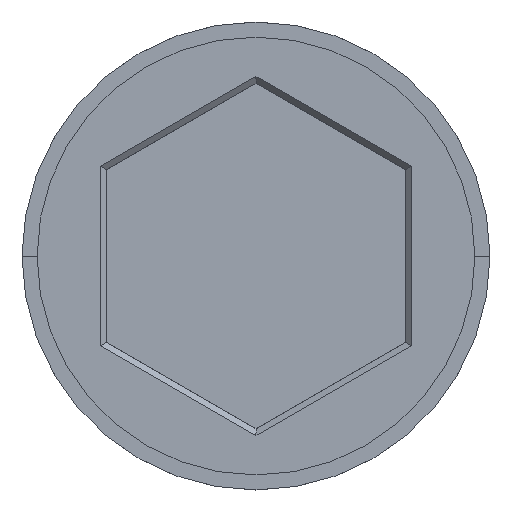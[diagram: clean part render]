
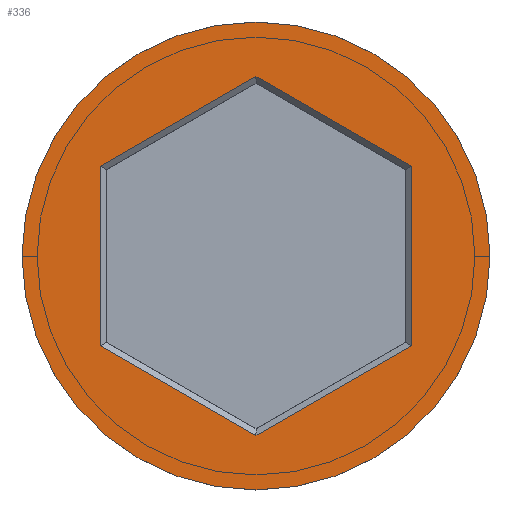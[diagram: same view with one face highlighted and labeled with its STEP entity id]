
A CAD part, top view. The second image highlights one B-rep face of the part: STEP entity #336.
In plain terms, the highlighted planar face has unit normal (0, 0, 1).
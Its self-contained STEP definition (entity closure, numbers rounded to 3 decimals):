
#26 = CARTESIAN_POINT ( 'NONE',  ( -0.1, 5.889, 0. ) ) ;
#28 = VERTEX_POINT ( 'NONE', #569 ) ;
#34 = DIRECTION ( 'NONE',  ( 0.866, 0.5, 0. ) ) ;
#44 = CIRCLE ( 'NONE', #449, 7.75 ) ;
#78 = VERTEX_POINT ( 'NONE', #602 ) ;
#80 = DIRECTION ( 'NONE',  ( 0., 0., 1. ) ) ;
#91 = CARTESIAN_POINT ( 'NONE',  ( -5.15, 2.858, 0. ) ) ;
#92 = VERTEX_POINT ( 'NONE', #167 ) ;
#98 = VECTOR ( 'NONE', #1369, 1000. ) ;
#141 = ORIENTED_EDGE ( 'NONE', *, *, #1334, .T. ) ;
#146 = AXIS2_PLACEMENT_3D ( 'NONE', #1461, #230, #797 ) ;
#167 = CARTESIAN_POINT ( 'NONE',  ( 0., 5.947, 0. ) ) ;
#199 = VECTOR ( 'NONE', #683, 1000. ) ;
#230 = DIRECTION ( 'NONE',  ( 0., 0., 1. ) ) ;
#232 = EDGE_CURVE ( 'NONE', #78, #28, #1214, .T. ) ;
#315 = DIRECTION ( 'NONE',  ( 0., 0., 1. ) ) ;
#332 = VERTEX_POINT ( 'NONE', #337 ) ;
#336 = ADVANCED_FACE ( 'NONE', ( #454, #341 ), #1007, .T. ) ;
#337 = CARTESIAN_POINT ( 'NONE',  ( 5.15, -2.973, 0. ) ) ;
#341 = FACE_OUTER_BOUND ( 'NONE', #540, .T. ) ;
#351 = ORIENTED_EDGE ( 'NONE', *, *, #232, .T. ) ;
#358 = VECTOR ( 'NONE', #871, 1000. ) ;
#360 = EDGE_CURVE ( 'NONE', #501, #1308, #44, .T. ) ;
#374 = VECTOR ( 'NONE', #986, 1000. ) ;
#391 = CARTESIAN_POINT ( 'NONE',  ( -5.05, -3.031, 0. ) ) ;
#393 = EDGE_LOOP ( 'NONE', ( #1237, #351, #749, #1377, #141, #650 ) ) ;
#449 = AXIS2_PLACEMENT_3D ( 'NONE', #543, #315, #770 ) ;
#454 = FACE_BOUND ( 'NONE', #393, .T. ) ;
#469 = EDGE_CURVE ( 'NONE', #28, #92, #818, .T. ) ;
#501 = VERTEX_POINT ( 'NONE', #903 ) ;
#540 = EDGE_LOOP ( 'NONE', ( #1033, #941 ) ) ;
#543 = CARTESIAN_POINT ( 'NONE',  ( 0., 0., 0. ) ) ;
#569 = CARTESIAN_POINT ( 'NONE',  ( -5.15, 2.973, 0. ) ) ;
#584 = CARTESIAN_POINT ( 'NONE',  ( 5.15, -2.858, 0. ) ) ;
#602 = CARTESIAN_POINT ( 'NONE',  ( -5.15, -2.973, 0. ) ) ;
#605 = CIRCLE ( 'NONE', #1024, 7.75 ) ;
#650 = ORIENTED_EDGE ( 'NONE', *, *, #714, .T. ) ;
#683 = DIRECTION ( 'NONE',  ( -0.866, -0.5, 0. ) ) ;
#714 = EDGE_CURVE ( 'NONE', #332, #1202, #791, .T. ) ;
#749 = ORIENTED_EDGE ( 'NONE', *, *, #469, .T. ) ;
#770 = DIRECTION ( 'NONE',  ( 1., 0., 0. ) ) ;
#776 = EDGE_CURVE ( 'NONE', #1308, #501, #605, .T. ) ;
#786 = VECTOR ( 'NONE', #1196, 1000. ) ;
#791 = LINE ( 'NONE', #1244, #199 ) ;
#796 = LINE ( 'NONE', #584, #98 ) ;
#797 = DIRECTION ( 'NONE',  ( 1., 0., 0. ) ) ;
#818 = LINE ( 'NONE', #26, #824 ) ;
#824 = VECTOR ( 'NONE', #34, 1000. ) ;
#843 = CARTESIAN_POINT ( 'NONE',  ( 5.15, 2.973, 0. ) ) ;
#846 = CARTESIAN_POINT ( 'NONE',  ( 5.05, 3.031, 0. ) ) ;
#871 = DIRECTION ( 'NONE',  ( -0.866, 0.5, 0. ) ) ;
#883 = EDGE_CURVE ( 'NONE', #92, #979, #960, .T. ) ;
#903 = CARTESIAN_POINT ( 'NONE',  ( -7.75, 0., 0. ) ) ;
#941 = ORIENTED_EDGE ( 'NONE', *, *, #360, .T. ) ;
#954 = LINE ( 'NONE', #391, #358 ) ;
#960 = LINE ( 'NONE', #846, #786 ) ;
#979 = VERTEX_POINT ( 'NONE', #843 ) ;
#986 = DIRECTION ( 'NONE',  ( 0., 1., 0. ) ) ;
#1007 = PLANE ( 'NONE',  #146 ) ;
#1024 = AXIS2_PLACEMENT_3D ( 'NONE', #1319, #80, #1083 ) ;
#1033 = ORIENTED_EDGE ( 'NONE', *, *, #776, .T. ) ;
#1074 = CARTESIAN_POINT ( 'NONE',  ( 0., -5.947, 0. ) ) ;
#1083 = DIRECTION ( 'NONE',  ( 1., 0., 0. ) ) ;
#1196 = DIRECTION ( 'NONE',  ( 0.866, -0.5, 0. ) ) ;
#1202 = VERTEX_POINT ( 'NONE', #1074 ) ;
#1214 = LINE ( 'NONE', #91, #374 ) ;
#1216 = EDGE_CURVE ( 'NONE', #1202, #78, #954, .T. ) ;
#1237 = ORIENTED_EDGE ( 'NONE', *, *, #1216, .T. ) ;
#1244 = CARTESIAN_POINT ( 'NONE',  ( 0.1, -5.889, 0. ) ) ;
#1308 = VERTEX_POINT ( 'NONE', #1478 ) ;
#1319 = CARTESIAN_POINT ( 'NONE',  ( 0., 0., 0. ) ) ;
#1334 = EDGE_CURVE ( 'NONE', #979, #332, #796, .T. ) ;
#1369 = DIRECTION ( 'NONE',  ( 0., -1., 0. ) ) ;
#1377 = ORIENTED_EDGE ( 'NONE', *, *, #883, .T. ) ;
#1461 = CARTESIAN_POINT ( 'NONE',  ( 0., 0., 0. ) ) ;
#1478 = CARTESIAN_POINT ( 'NONE',  ( 7.75, 0., 0. ) ) ;
